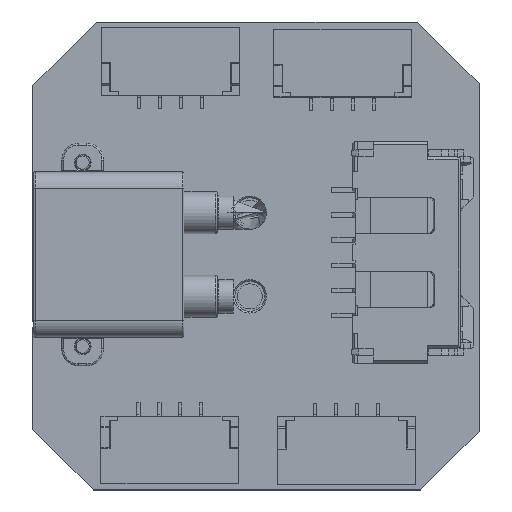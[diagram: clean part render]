
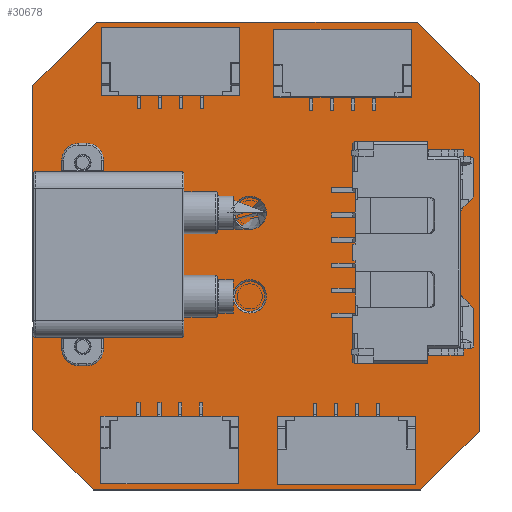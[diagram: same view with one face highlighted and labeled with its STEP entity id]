
A CAD part, top view. The second image highlights one B-rep face of the part: STEP entity #30678.
In plain terms, the highlighted planar face has unit normal (0, 0, 1).
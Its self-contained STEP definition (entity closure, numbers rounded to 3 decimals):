
#30325 = VERTEX_POINT('',#30326);
#30326 = CARTESIAN_POINT('',(127.,260.6,0.));
#30332 = EDGE_CURVE('',#30325,#30333,#30335,.T.);
#30333 = VERTEX_POINT('',#30334);
#30334 = CARTESIAN_POINT('',(127.,266.7,0.));
#30335 = LINE('',#30336,#30337);
#30336 = CARTESIAN_POINT('',(127.,260.6,0.));
#30337 = VECTOR('',#30338,1.);
#30338 = DIRECTION('',(0.,1.,0.));
#30363 = EDGE_CURVE('',#30333,#30364,#30366,.T.);
#30364 = VERTEX_POINT('',#30365);
#30365 = CARTESIAN_POINT('',(127.4,267.1,0.));
#30366 = LINE('',#30367,#30368);
#30367 = CARTESIAN_POINT('',(127.,266.7,0.));
#30368 = VECTOR('',#30369,1.);
#30369 = DIRECTION('',(0.707,0.707,0.));
#30394 = EDGE_CURVE('',#30364,#30395,#30397,.T.);
#30395 = VERTEX_POINT('',#30396);
#30396 = CARTESIAN_POINT('',(127.,267.1,0.));
#30397 = LINE('',#30398,#30399);
#30398 = CARTESIAN_POINT('',(127.4,267.1,0.));
#30399 = VECTOR('',#30400,1.);
#30400 = DIRECTION('',(-1.,0.,0.));
#30425 = EDGE_CURVE('',#30395,#30426,#30428,.T.);
#30426 = VERTEX_POINT('',#30427);
#30427 = CARTESIAN_POINT('',(127.,281.2,0.));
#30428 = LINE('',#30429,#30430);
#30429 = CARTESIAN_POINT('',(127.,267.1,0.));
#30430 = VECTOR('',#30431,1.);
#30431 = DIRECTION('',(0.,1.,0.));
#30456 = EDGE_CURVE('',#30426,#30457,#30459,.T.);
#30457 = VERTEX_POINT('',#30458);
#30458 = CARTESIAN_POINT('',(130.8,285.,0.));
#30459 = LINE('',#30460,#30461);
#30460 = CARTESIAN_POINT('',(127.,281.2,0.));
#30461 = VECTOR('',#30462,1.);
#30462 = DIRECTION('',(0.707,0.707,0.));
#30487 = EDGE_CURVE('',#30457,#30488,#30490,.T.);
#30488 = VERTEX_POINT('',#30489);
#30489 = CARTESIAN_POINT('',(150.,285.,0.));
#30490 = LINE('',#30491,#30492);
#30491 = CARTESIAN_POINT('',(130.8,285.,0.));
#30492 = VECTOR('',#30493,1.);
#30493 = DIRECTION('',(1.,0.,0.));
#30518 = EDGE_CURVE('',#30488,#30519,#30521,.T.);
#30519 = VERTEX_POINT('',#30520);
#30520 = CARTESIAN_POINT('',(153.7,281.3,0.));
#30521 = LINE('',#30522,#30523);
#30522 = CARTESIAN_POINT('',(150.,285.,0.));
#30523 = VECTOR('',#30524,1.);
#30524 = DIRECTION('',(0.707,-0.707,0.));
#30549 = EDGE_CURVE('',#30519,#30550,#30552,.T.);
#30550 = VERTEX_POINT('',#30551);
#30551 = CARTESIAN_POINT('',(153.7,260.5,0.));
#30552 = LINE('',#30553,#30554);
#30553 = CARTESIAN_POINT('',(153.7,281.3,0.));
#30554 = VECTOR('',#30555,1.);
#30555 = DIRECTION('',(0.,-1.,0.));
#30580 = EDGE_CURVE('',#30550,#30581,#30583,.T.);
#30581 = VERTEX_POINT('',#30582);
#30582 = CARTESIAN_POINT('',(150.2,257.,0.));
#30583 = LINE('',#30584,#30585);
#30584 = CARTESIAN_POINT('',(153.7,260.5,0.));
#30585 = VECTOR('',#30586,1.);
#30586 = DIRECTION('',(-0.707,-0.707,0.));
#30611 = EDGE_CURVE('',#30581,#30612,#30614,.T.);
#30612 = VERTEX_POINT('',#30613);
#30613 = CARTESIAN_POINT('',(130.6,257.,0.));
#30614 = LINE('',#30615,#30616);
#30615 = CARTESIAN_POINT('',(150.2,257.,0.));
#30616 = VECTOR('',#30617,1.);
#30617 = DIRECTION('',(-1.,0.,0.));
#30642 = EDGE_CURVE('',#30612,#30325,#30643,.T.);
#30643 = LINE('',#30644,#30645);
#30644 = CARTESIAN_POINT('',(130.6,257.,0.));
#30645 = VECTOR('',#30646,1.);
#30646 = DIRECTION('',(-0.707,0.707,0.));
#30678 = ADVANCED_FACE('',(#30679),#30692,.T.);
#30679 = FACE_BOUND('',#30680,.F.);
#30680 = EDGE_LOOP('',(#30681,#30682,#30683,#30684,#30685,#30686,#30687,
    #30688,#30689,#30690,#30691));
#30681 = ORIENTED_EDGE('',*,*,#30332,.T.);
#30682 = ORIENTED_EDGE('',*,*,#30363,.T.);
#30683 = ORIENTED_EDGE('',*,*,#30394,.T.);
#30684 = ORIENTED_EDGE('',*,*,#30425,.T.);
#30685 = ORIENTED_EDGE('',*,*,#30456,.T.);
#30686 = ORIENTED_EDGE('',*,*,#30487,.T.);
#30687 = ORIENTED_EDGE('',*,*,#30518,.T.);
#30688 = ORIENTED_EDGE('',*,*,#30549,.T.);
#30689 = ORIENTED_EDGE('',*,*,#30580,.T.);
#30690 = ORIENTED_EDGE('',*,*,#30611,.T.);
#30691 = ORIENTED_EDGE('',*,*,#30642,.T.);
#30692 = PLANE('',#30693);
#30693 = AXIS2_PLACEMENT_3D('',#30694,#30695,#30696);
#30694 = CARTESIAN_POINT('',(127.,260.6,0.));
#30695 = DIRECTION('',(0.,0.,1.));
#30696 = DIRECTION('',(1.,0.,0.));
